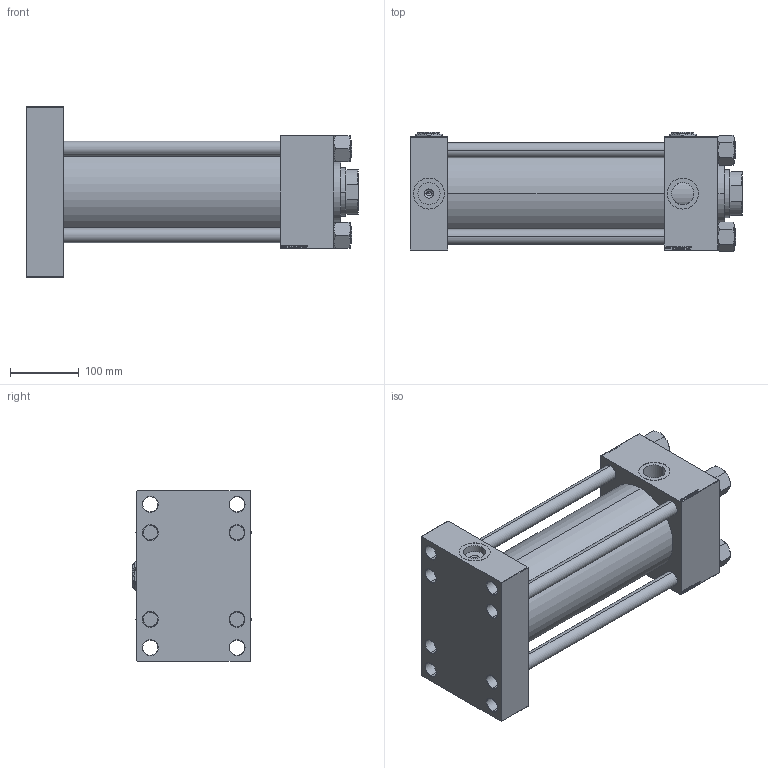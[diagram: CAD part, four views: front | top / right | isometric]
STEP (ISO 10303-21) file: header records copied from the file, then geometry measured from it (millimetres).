
FILE_DESCRIPTION (( 'STEP AP203' ), '1' );
FILE_NAME ('8dbb.STEP', '2022-04-15T20:29:18', ( '' ), ( '' ), 'SwSTEP 2.0', 'SolidWorks 2019', '' );
FILE_SCHEMA (( 'CONFIG_CONTROL_DESIGN' ));
Length unit declared in the file: millimetre
Products named in the file (7): 8dbb; NUT_M5_E 2f6c8c2a58baa4e8d451f1293a40a03d; V215_VC_A 2f6c8c2a58baa4e8d451f1293a40a03d; V215CR_VCP_E 2f6c8c2a58baa4e8d451f1293a40a03d; V215CR_TYCINKA_E 2f6c8c2a58baa4e8d451f1293a40a03d; V215CR_E_Body 2f6c8c2a58baa4e8d451f1293a40a03d; Zatka_pro_OIL_PORT 2f6c8c2a58baa4e8d451f1293a40a03d
Assembly tree (13 placements, depth 2):
  8dbb
    V215CR_E_Body 2f6c8c2a58baa4e8d451f1293a40a03d
    V215CR_VCP_E 2f6c8c2a58baa4e8d451f1293a40a03d
    V215CR_TYCINKA_E 2f6c8c2a58baa4e8d451f1293a40a03d  x4
    NUT_M5_E 2f6c8c2a58baa4e8d451f1293a40a03d  x4
    V215_VC_A 2f6c8c2a58baa4e8d451f1293a40a03d
    Zatka_pro_OIL_PORT 2f6c8c2a58baa4e8d451f1293a40a03d  x2
Bounding box: 482 x 174.07 x 247 mm (x, y, z)
Volume: 6770290.5 mm3; surface area: 890234.5 mm2
Topology: 13 solids, 13 shells, 1290 faces, 3259 edges, 2108 vertices
Faces by surface type: plane 595, bspline 392, cone 194, cylinder 101, torus 8
Entity records: 52812 total; most frequent: CARTESIAN_POINT 27960, ORIENTED_EDGE 5590, DIRECTION 3643, EDGE_CURVE 2795, VERTEX_POINT 1828, LINE 1621, VECTOR 1621, EDGE_LOOP 1235
